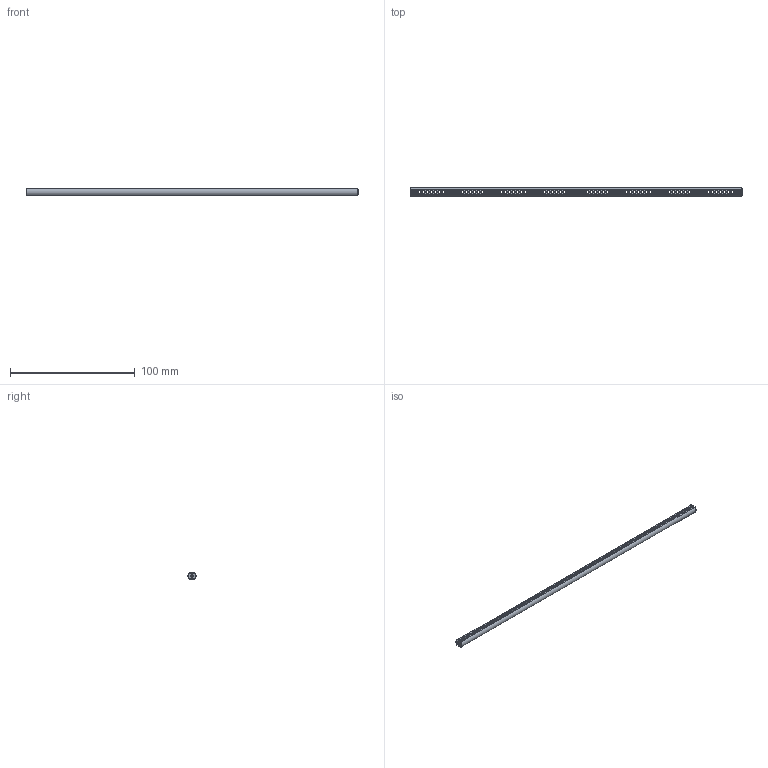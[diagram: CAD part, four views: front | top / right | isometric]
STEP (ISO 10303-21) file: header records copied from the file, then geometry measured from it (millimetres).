
FILE_DESCRIPTION(('FreeCAD Model'),'2;1');
FILE_NAME('Open CASCADE Shape Model','2024-06-18T15:46:49',(''),(''), 'Open CASCADE STEP processor 7.6','FreeCAD','Unknown');
FILE_SCHEMA(('AUTOMOTIVE_DESIGN { 1 0 10303 214 1 1 1 1 }'));
Length unit declared in the file: millimetre
Products named in the file (1): Shaft IDX BU21.25 - SPN-SFT-0205 (stemfie.org)
Bounding box: 265.62 x 6.6 x 5 mm (x, y, z)
Volume: 6062.9 mm3; surface area: 7626.5 mm2
Topology: 1 solids, 1 shells, 907 faces, 2799 edges, 1750 vertices
Faces by surface type: plane 309, cylinder 258, cone 174, extrusion 166
Full cylindrical faces by diameter (mm): 2 x256
Entity records: 32153 total; most frequent: CARTESIAN_POINT 6453, ORIENTED_EDGE 5598, DIRECTION 5163, EDGE_CURVE 2799, AXIS2_PLACEMENT_3D 1788, VERTEX_POINT 1750, VECTOR 1587, LINE 1421
